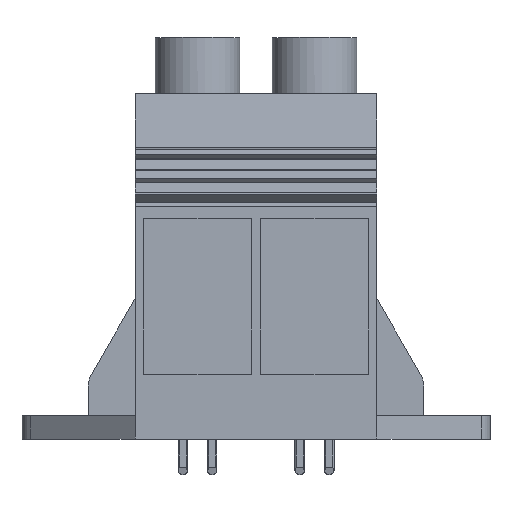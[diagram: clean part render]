
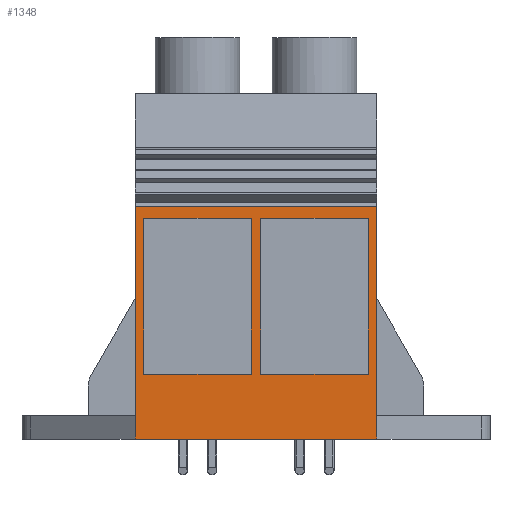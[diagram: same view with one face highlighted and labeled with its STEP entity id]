
A CAD part, top view. The second image highlights one B-rep face of the part: STEP entity #1348.
In plain terms, the highlighted planar face has unit normal (0, 0, 1).
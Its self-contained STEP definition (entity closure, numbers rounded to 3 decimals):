
#384=CARTESIAN_POINT('Vertex',(14.5,7.5,31.)) ;
#387=CARTESIAN_POINT('Line Origine',(14.5,20.9,31.)) ;
#391=CARTESIAN_POINT('Vertex',(14.5,34.3,31.)) ;
#1234=CARTESIAN_POINT('Axis2P3D Location',(14.5,4.5,31.)) ;
#1239=CARTESIAN_POINT('Line Origine',(45.5,6.,31.)) ;
#1243=CARTESIAN_POINT('Vertex',(45.5,7.5,31.)) ;
#1245=CARTESIAN_POINT('Vertex',(45.5,4.5,31.)) ;
#1248=CARTESIAN_POINT('Line Origine',(45.5,20.9,31.)) ;
#1252=CARTESIAN_POINT('Vertex',(45.5,34.3,31.)) ;
#1255=CARTESIAN_POINT('Line Origine',(30.,34.3,31.)) ;
#1260=CARTESIAN_POINT('Line Origine',(14.5,6.,31.)) ;
#1264=CARTESIAN_POINT('Vertex',(14.5,4.5,31.)) ;
#1267=CARTESIAN_POINT('Line Origine',(30.,4.5,31.)) ;
#1280=CARTESIAN_POINT('Line Origine',(30.6,22.8,31.)) ;
#1284=CARTESIAN_POINT('Vertex',(30.6,12.8,31.)) ;
#1286=CARTESIAN_POINT('Vertex',(30.6,32.8,31.)) ;
#1289=CARTESIAN_POINT('Line Origine',(37.5,32.8,31.)) ;
#1293=CARTESIAN_POINT('Vertex',(44.4,32.8,31.)) ;
#1296=CARTESIAN_POINT('Line Origine',(44.4,22.8,31.)) ;
#1300=CARTESIAN_POINT('Vertex',(44.4,12.8,31.)) ;
#1303=CARTESIAN_POINT('Line Origine',(37.5,12.8,31.)) ;
#1314=CARTESIAN_POINT('Line Origine',(15.6,22.8,31.)) ;
#1318=CARTESIAN_POINT('Vertex',(15.6,12.8,31.)) ;
#1320=CARTESIAN_POINT('Vertex',(15.6,32.8,31.)) ;
#1323=CARTESIAN_POINT('Line Origine',(22.5,32.8,31.)) ;
#1327=CARTESIAN_POINT('Vertex',(29.4,32.8,31.)) ;
#1330=CARTESIAN_POINT('Line Origine',(29.4,22.8,31.)) ;
#1334=CARTESIAN_POINT('Vertex',(29.4,12.8,31.)) ;
#1337=CARTESIAN_POINT('Line Origine',(22.5,12.8,31.)) ;
#388=DIRECTION('Vector Direction',(0.,1.,0.)) ;
#1235=DIRECTION('Axis2P3D Direction',(0.,0.,-1.)) ;
#1236=DIRECTION('Axis2P3D XDirection',(0.,1.,0.)) ;
#1240=DIRECTION('Vector Direction',(0.,1.,0.)) ;
#1249=DIRECTION('Vector Direction',(0.,1.,0.)) ;
#1256=DIRECTION('Vector Direction',(1.,0.,0.)) ;
#1261=DIRECTION('Vector Direction',(0.,1.,0.)) ;
#1268=DIRECTION('Vector Direction',(1.,0.,0.)) ;
#1281=DIRECTION('Vector Direction',(0.,1.,0.)) ;
#1290=DIRECTION('Vector Direction',(1.,0.,0.)) ;
#1297=DIRECTION('Vector Direction',(0.,1.,0.)) ;
#1304=DIRECTION('Vector Direction',(1.,0.,0.)) ;
#1315=DIRECTION('Vector Direction',(0.,1.,0.)) ;
#1324=DIRECTION('Vector Direction',(1.,0.,0.)) ;
#1331=DIRECTION('Vector Direction',(0.,1.,0.)) ;
#1338=DIRECTION('Vector Direction',(1.,0.,0.)) ;
#1237=AXIS2_PLACEMENT_3D('Plane Axis2P3D',#1234,#1235,#1236) ;
#1273=ORIENTED_EDGE('',*,*,#1247,.F.) ;
#1274=ORIENTED_EDGE('',*,*,#1254,.T.) ;
#1275=ORIENTED_EDGE('',*,*,#1259,.F.) ;
#1276=ORIENTED_EDGE('',*,*,#393,.F.) ;
#1277=ORIENTED_EDGE('',*,*,#1266,.T.) ;
#1278=ORIENTED_EDGE('',*,*,#1271,.T.) ;
#1309=ORIENTED_EDGE('',*,*,#1288,.T.) ;
#1310=ORIENTED_EDGE('',*,*,#1295,.T.) ;
#1311=ORIENTED_EDGE('',*,*,#1302,.T.) ;
#1312=ORIENTED_EDGE('',*,*,#1307,.T.) ;
#1343=ORIENTED_EDGE('',*,*,#1322,.T.) ;
#1344=ORIENTED_EDGE('',*,*,#1329,.T.) ;
#1345=ORIENTED_EDGE('',*,*,#1336,.T.) ;
#1346=ORIENTED_EDGE('',*,*,#1341,.T.) ;
#1313=FACE_BOUND('',#1308,.T.) ;
#1347=FACE_BOUND('',#1342,.T.) ;
#389=VECTOR('Line Direction',#388,1.) ;
#1241=VECTOR('Line Direction',#1240,1.) ;
#1250=VECTOR('Line Direction',#1249,1.) ;
#1257=VECTOR('Line Direction',#1256,1.) ;
#1262=VECTOR('Line Direction',#1261,1.) ;
#1269=VECTOR('Line Direction',#1268,1.) ;
#1282=VECTOR('Line Direction',#1281,1.) ;
#1291=VECTOR('Line Direction',#1290,1.) ;
#1298=VECTOR('Line Direction',#1297,1.) ;
#1305=VECTOR('Line Direction',#1304,1.) ;
#1316=VECTOR('Line Direction',#1315,1.) ;
#1325=VECTOR('Line Direction',#1324,1.) ;
#1332=VECTOR('Line Direction',#1331,1.) ;
#1339=VECTOR('Line Direction',#1338,1.) ;
#1348=ADVANCED_FACE('HOUSING',(#1279,#1313,#1347),#1238,.F.) ;
#393=EDGE_CURVE('',#385,#392,#390,.T.) ;
#1247=EDGE_CURVE('',#1244,#1246,#1242,.F.) ;
#1254=EDGE_CURVE('',#1244,#1253,#1251,.T.) ;
#1259=EDGE_CURVE('',#392,#1253,#1258,.T.) ;
#1266=EDGE_CURVE('',#385,#1265,#1263,.F.) ;
#1271=EDGE_CURVE('',#1265,#1246,#1270,.T.) ;
#1288=EDGE_CURVE('',#1285,#1287,#1283,.T.) ;
#1295=EDGE_CURVE('',#1287,#1294,#1292,.T.) ;
#1302=EDGE_CURVE('',#1294,#1301,#1299,.F.) ;
#1307=EDGE_CURVE('',#1301,#1285,#1306,.F.) ;
#1322=EDGE_CURVE('',#1319,#1321,#1317,.T.) ;
#1329=EDGE_CURVE('',#1321,#1328,#1326,.T.) ;
#1336=EDGE_CURVE('',#1328,#1335,#1333,.F.) ;
#1341=EDGE_CURVE('',#1335,#1319,#1340,.F.) ;
#1272=EDGE_LOOP('',(#1273,#1274,#1275,#1276,#1277,#1278)) ;
#1308=EDGE_LOOP('',(#1309,#1310,#1311,#1312)) ;
#1342=EDGE_LOOP('',(#1343,#1344,#1345,#1346)) ;
#1279=FACE_OUTER_BOUND('',#1272,.T.) ;
#390=LINE('Line',#387,#389) ;
#1242=LINE('Line',#1239,#1241) ;
#1251=LINE('Line',#1248,#1250) ;
#1258=LINE('Line',#1255,#1257) ;
#1263=LINE('Line',#1260,#1262) ;
#1270=LINE('Line',#1267,#1269) ;
#1283=LINE('Line',#1280,#1282) ;
#1292=LINE('Line',#1289,#1291) ;
#1299=LINE('Line',#1296,#1298) ;
#1306=LINE('Line',#1303,#1305) ;
#1317=LINE('Line',#1314,#1316) ;
#1326=LINE('Line',#1323,#1325) ;
#1333=LINE('Line',#1330,#1332) ;
#1340=LINE('Line',#1337,#1339) ;
#1238=PLANE('',#1237) ;
#385=VERTEX_POINT('',#384) ;
#392=VERTEX_POINT('',#391) ;
#1244=VERTEX_POINT('',#1243) ;
#1246=VERTEX_POINT('',#1245) ;
#1253=VERTEX_POINT('',#1252) ;
#1265=VERTEX_POINT('',#1264) ;
#1285=VERTEX_POINT('',#1284) ;
#1287=VERTEX_POINT('',#1286) ;
#1294=VERTEX_POINT('',#1293) ;
#1301=VERTEX_POINT('',#1300) ;
#1319=VERTEX_POINT('',#1318) ;
#1321=VERTEX_POINT('',#1320) ;
#1328=VERTEX_POINT('',#1327) ;
#1335=VERTEX_POINT('',#1334) ;
